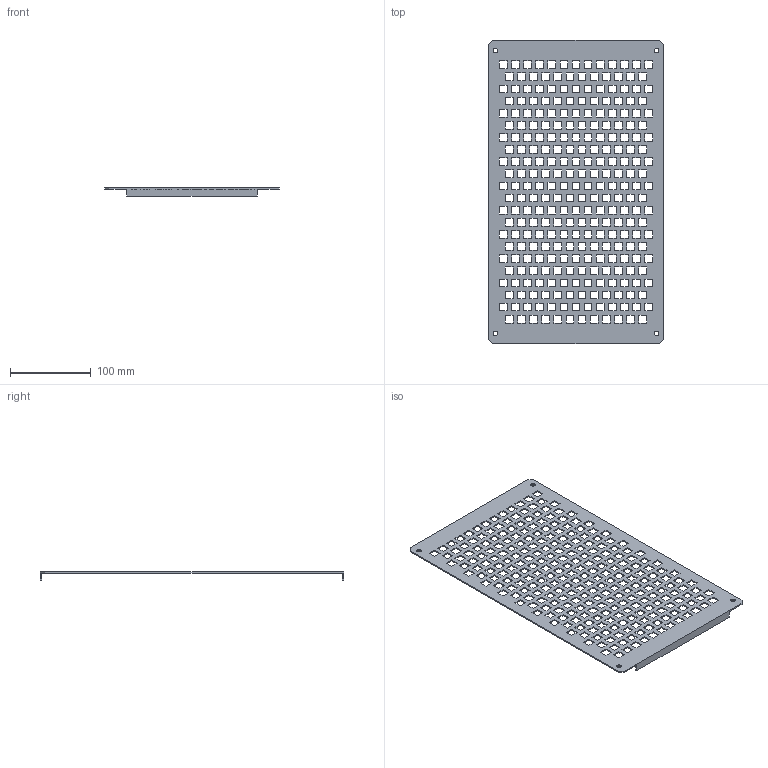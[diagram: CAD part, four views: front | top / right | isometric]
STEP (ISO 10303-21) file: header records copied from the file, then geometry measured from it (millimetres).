
FILE_DESCRIPTION((''),'2;1');
FILE_NAME('OPEN_CASCADE_STEP_TRANSLATOR-10_ASM','2023-01-26T08:43:48',('klemen.sitar'),('Audax d.o.o.'),'CREO PARAMETRIC BY PTC INC, 2021304','CREO PARAMETRIC BY PTC INC, 2021304','');
FILE_SCHEMA(('AP242_MANAGED_MODEL_BASED_3D_ENGINEERING_MIM_LF { 1 0 10303 442 1 1 4 }'));
Length unit declared in the file: millimetre
Products named in the file (2): OPEN_CASCADE_STEP_TRANS-1010107; OPEN_CASCADE_STEP_TRANSLATOR-10_ASM
Assembly tree (1 placements, depth 2):
  OPEN_CASCADE_STEP_TRANSLATOR-10_ASM
    OPEN_CASCADE_STEP_TRANS-1010107
Bounding box: 216 x 375 x 10 mm (x, y, z)
Volume: 88185.3 mm3; surface area: 135165.5 mm2
Topology: 1 solids, 1 shells, 1126 faces, 3372 edges, 2248 vertices
Faces by surface type: plane 1118, cylinder 8
Entity records: 56445 total; most frequent: CARTESIAN_POINT 6754, ORIENTED_EDGE 6744, DIRECTION 5648, PRESENTATION_STYLE_ASSIGNMENT 4501, STYLED_ITEM 4501, CURVE_STYLE 3374, EDGE_CURVE 3372, VECTOR 3356
